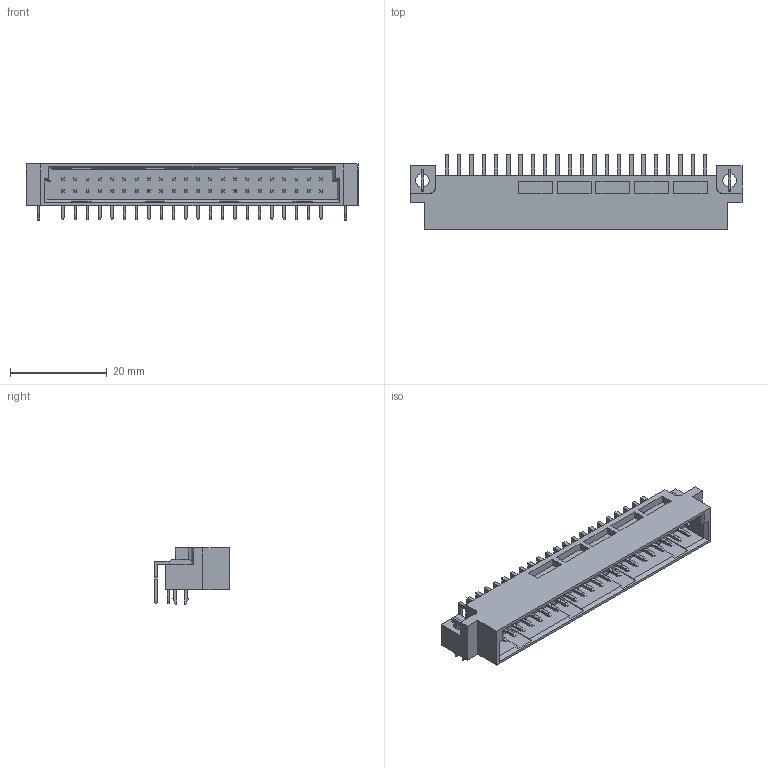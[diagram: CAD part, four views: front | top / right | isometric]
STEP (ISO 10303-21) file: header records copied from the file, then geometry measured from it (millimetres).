
FILE_DESCRIPTION(('FreeCAD Model'),'2;1');
FILE_NAME('Open CASCADE Shape Model','2021-08-11T17:05:35',('Author'),( ''),'Open CASCADE STEP processor 7.5','FreeCAD','Unknown');
FILE_SCHEMA(('AUTOMOTIVE_DESIGN { 1 0 10303 214 1 1 1 1 }'));
Length unit declared in the file: millimetre
Products named in the file (1): PCN10EA-44P
Bounding box: 68.6 x 15.48 x 11.6 mm (x, y, z)
Volume: 3480.9 mm3; surface area: 5573.1 mm2
Topology: 1 solids, 1 shells, 1364 faces, 3468 edges, 2218 vertices
Faces by surface type: plane 1270, cylinder 94
Entity records: 49345 total; most frequent: CARTESIAN_POINT 7051, ORIENTED_EDGE 6936, DIRECTION 6386, EDGE_CURVE 3468, LINE 3280, VECTOR 3280, VERTEX_POINT 2218, AXIS2_PLACEMENT_3D 1553
